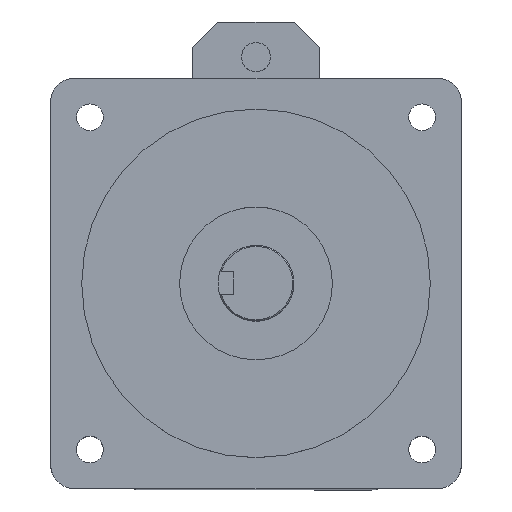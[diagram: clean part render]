
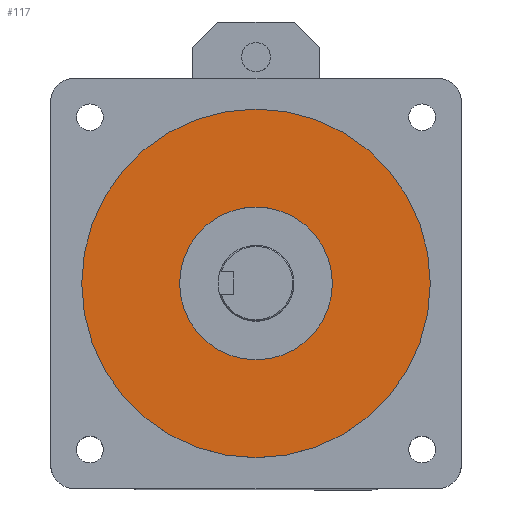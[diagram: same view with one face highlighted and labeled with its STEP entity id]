
A CAD part, top view. The second image highlights one B-rep face of the part: STEP entity #117.
In plain terms, the highlighted planar face has unit normal (0, 0, 1).
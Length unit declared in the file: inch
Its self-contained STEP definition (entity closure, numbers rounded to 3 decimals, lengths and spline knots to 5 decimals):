
#23 = DIRECTION ( 'NONE',  ( 0., 0., -1. ) ) ;
#32 = EDGE_CURVE ( 'NONE', #458, #1018, #289, .T. ) ;
#117 = ADVANCED_FACE ( 'NONE', ( #1165, #902 ), #1449, .T. ) ;
#129 = EDGE_LOOP ( 'NONE', ( #1151, #942 ) ) ;
#235 = EDGE_LOOP ( 'NONE', ( #1476, #1088 ) ) ;
#263 = DIRECTION ( 'NONE',  ( 0., 0., -1. ) ) ;
#280 = DIRECTION ( 'NONE',  ( 0., 1., 0. ) ) ;
#289 = CIRCLE ( 'NONE', #855, 0.62992 ) ;
#343 = CARTESIAN_POINT ( 'NONE',  ( 0., 0., 0.07874 ) ) ;
#386 = CARTESIAN_POINT ( 'NONE',  ( 0., 1.4374, 0.07874 ) ) ;
#396 = AXIS2_PLACEMENT_3D ( 'NONE', #916, #2157, #1798 ) ;
#453 = AXIS2_PLACEMENT_3D ( 'NONE', #892, #2121, #1617 ) ;
#458 = VERTEX_POINT ( 'NONE', #2210 ) ;
#531 = DIRECTION ( 'NONE',  ( 0., 0., -1. ) ) ;
#733 = CIRCLE ( 'NONE', #823, 1.4374 ) ;
#823 = AXIS2_PLACEMENT_3D ( 'NONE', #343, #23, #1551 ) ;
#843 = AXIS2_PLACEMENT_3D ( 'NONE', #1300, #263, #280 ) ;
#855 = AXIS2_PLACEMENT_3D ( 'NONE', #1213, #531, #1936 ) ;
#892 = CARTESIAN_POINT ( 'NONE',  ( 0., 0., 0.07874 ) ) ;
#902 = FACE_BOUND ( 'NONE', #129, .T. ) ;
#916 = CARTESIAN_POINT ( 'NONE',  ( -1.4374, -1.4374, 0.07874 ) ) ;
#942 = ORIENTED_EDGE ( 'NONE', *, *, #966, .T. ) ;
#966 = EDGE_CURVE ( 'NONE', #1018, #458, #1684, .T. ) ;
#1014 = VERTEX_POINT ( 'NONE', #386 ) ;
#1018 = VERTEX_POINT ( 'NONE', #2103 ) ;
#1088 = ORIENTED_EDGE ( 'NONE', *, *, #1721, .F. ) ;
#1151 = ORIENTED_EDGE ( 'NONE', *, *, #32, .T. ) ;
#1165 = FACE_OUTER_BOUND ( 'NONE', #235, .T. ) ;
#1213 = CARTESIAN_POINT ( 'NONE',  ( 0., 0., 0.07874 ) ) ;
#1300 = CARTESIAN_POINT ( 'NONE',  ( 0., 0., 0.07874 ) ) ;
#1301 = EDGE_CURVE ( 'NONE', #1014, #1335, #733, .T. ) ;
#1335 = VERTEX_POINT ( 'NONE', #1577 ) ;
#1397 = CIRCLE ( 'NONE', #453, 1.4374 ) ;
#1449 = PLANE ( 'NONE',  #396 ) ;
#1476 = ORIENTED_EDGE ( 'NONE', *, *, #1301, .F. ) ;
#1551 = DIRECTION ( 'NONE',  ( 0., 1., 0. ) ) ;
#1577 = CARTESIAN_POINT ( 'NONE',  ( 0., -1.4374, 0.07874 ) ) ;
#1617 = DIRECTION ( 'NONE',  ( 0., 1., 0. ) ) ;
#1684 = CIRCLE ( 'NONE', #843, 0.62992 ) ;
#1721 = EDGE_CURVE ( 'NONE', #1335, #1014, #1397, .T. ) ;
#1798 = DIRECTION ( 'NONE',  ( 1., 0., 0. ) ) ;
#1936 = DIRECTION ( 'NONE',  ( 0., 1., 0. ) ) ;
#2103 = CARTESIAN_POINT ( 'NONE',  ( 0., -0.62992, 0.07874 ) ) ;
#2121 = DIRECTION ( 'NONE',  ( 0., 0., -1. ) ) ;
#2157 = DIRECTION ( 'NONE',  ( 0., 0., 1. ) ) ;
#2210 = CARTESIAN_POINT ( 'NONE',  ( 0., 0.62992, 0.07874 ) ) ;
